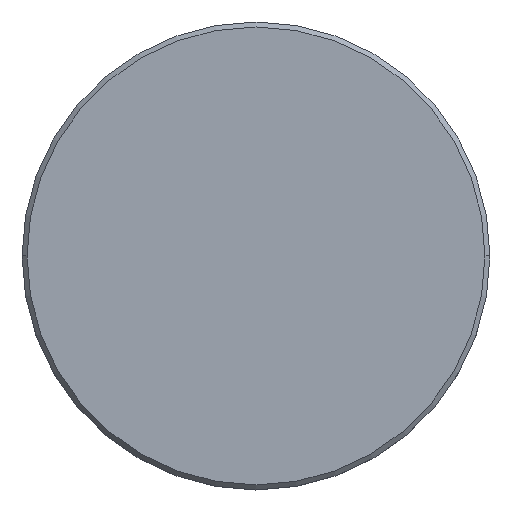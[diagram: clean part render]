
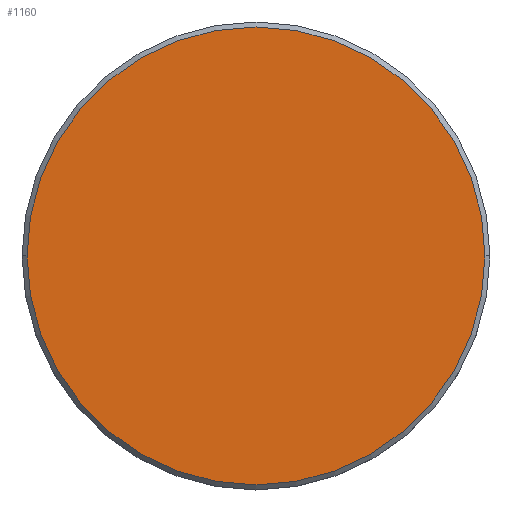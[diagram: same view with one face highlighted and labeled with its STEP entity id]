
A CAD part, top view. The second image highlights one B-rep face of the part: STEP entity #1160.
In plain terms, the highlighted planar face has unit normal (0, 0, 1).
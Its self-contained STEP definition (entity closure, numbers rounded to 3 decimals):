
#62 = CIRCLE ( 'NONE', #682, 23. ) ;
#133 = EDGE_LOOP ( 'NONE', ( #1027, #186 ) ) ;
#186 = ORIENTED_EDGE ( 'NONE', *, *, #273, .T. ) ;
#273 = EDGE_CURVE ( 'NONE', #947, #551, #718, .T. ) ;
#326 = CARTESIAN_POINT ( 'NONE',  ( 0., 0., 0. ) ) ;
#427 = CARTESIAN_POINT ( 'NONE',  ( 23., 0., 0. ) ) ;
#472 = CARTESIAN_POINT ( 'NONE',  ( 0., 0., 0. ) ) ;
#551 = VERTEX_POINT ( 'NONE', #780 ) ;
#682 = AXIS2_PLACEMENT_3D ( 'NONE', #1002, #1155, #887 ) ;
#695 = DIRECTION ( 'NONE',  ( 0., 0., 1. ) ) ;
#718 = CIRCLE ( 'NONE', #860, 23. ) ;
#742 = AXIS2_PLACEMENT_3D ( 'NONE', #472, #865, #784 ) ;
#760 = PLANE ( 'NONE',  #742 ) ;
#780 = CARTESIAN_POINT ( 'NONE',  ( -23., 0., 0. ) ) ;
#784 = DIRECTION ( 'NONE',  ( 1., 0., 0. ) ) ;
#846 = EDGE_CURVE ( 'NONE', #551, #947, #62, .T. ) ;
#860 = AXIS2_PLACEMENT_3D ( 'NONE', #326, #695, #969 ) ;
#865 = DIRECTION ( 'NONE',  ( 0., 0., 1. ) ) ;
#870 = FACE_OUTER_BOUND ( 'NONE', #133, .T. ) ;
#887 = DIRECTION ( 'NONE',  ( 1., 0., 0. ) ) ;
#947 = VERTEX_POINT ( 'NONE', #427 ) ;
#969 = DIRECTION ( 'NONE',  ( 1., 0., 0. ) ) ;
#1002 = CARTESIAN_POINT ( 'NONE',  ( 0., 0., 0. ) ) ;
#1027 = ORIENTED_EDGE ( 'NONE', *, *, #846, .T. ) ;
#1155 = DIRECTION ( 'NONE',  ( 0., 0., 1. ) ) ;
#1160 = ADVANCED_FACE ( 'NONE', ( #870 ), #760, .T. ) ;
